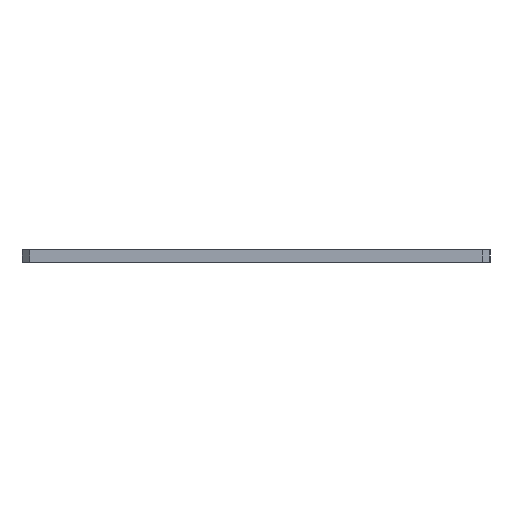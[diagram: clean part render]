
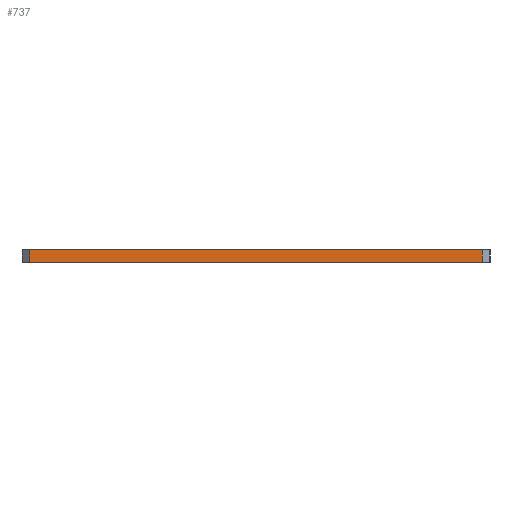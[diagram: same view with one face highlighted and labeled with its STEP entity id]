
A CAD part, left-side view. The second image highlights one B-rep face of the part: STEP entity #737.
In plain terms, the highlighted planar face has unit normal (-1, 0, 0).
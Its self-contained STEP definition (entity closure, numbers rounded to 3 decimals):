
#737=ADVANCED_FACE('',(#5754),#5756,.F.);
#5754=FACE_BOUND('',#5755,.T.);
#5755=EDGE_LOOP('',(#17717,#17718,#17719,#17720));
#5756=PLANE('',#5757);
#5757=AXIS2_PLACEMENT_3D('',#5758,#5759,#5760);
#5758=CARTESIAN_POINT('',(0.,0.,5.));
#5759=DIRECTION('',(1.,0.,0.));
#5760=DIRECTION('',(0.,0.,-1.));
#17717=ORIENTED_EDGE('',*,*,#20019,.T.);
#17718=ORIENTED_EDGE('',*,*,#20405,.T.);
#17719=ORIENTED_EDGE('',*,*,#19993,.F.);
#17720=ORIENTED_EDGE('',*,*,#20406,.T.);
#19993=EDGE_CURVE('',#21540,#21541,#21542,.T.);
#20019=EDGE_CURVE('',#21589,#21587,#21590,.T.);
#20405=EDGE_CURVE('',#21587,#21541,#22356,.T.);
#20406=EDGE_CURVE('',#21540,#21589,#22357,.T.);
#21540=VERTEX_POINT('',#26153);
#21541=VERTEX_POINT('',#26154);
#21542=LINE('',#26155,#26156);
#21587=VERTEX_POINT('',#26256);
#21589=VERTEX_POINT('',#26260);
#21590=LINE('',#26261,#26262);
#22356=LINE('',#29229,#29230);
#22357=LINE('',#29232,#29233);
#26153=CARTESIAN_POINT('',(0.,181.,5.));
#26154=CARTESIAN_POINT('',(0.,3.,5.));
#26155=CARTESIAN_POINT('',(0.,181.,5.));
#26156=VECTOR('',#26157,1.);
#26157=DIRECTION('',(0.,-1.,0.));
#26256=CARTESIAN_POINT('',(0.,3.,0.));
#26260=CARTESIAN_POINT('',(0.,181.,0.));
#26261=CARTESIAN_POINT('',(0.,181.,0.));
#26262=VECTOR('',#26263,1.);
#26263=DIRECTION('',(0.,-1.,0.));
#29229=CARTESIAN_POINT('',(0.,3.,0.));
#29230=VECTOR('',#29231,1.);
#29231=DIRECTION('',(0.,0.,1.));
#29232=CARTESIAN_POINT('',(0.,181.,5.));
#29233=VECTOR('',#29234,1.);
#29234=DIRECTION('',(0.,0.,-1.));
